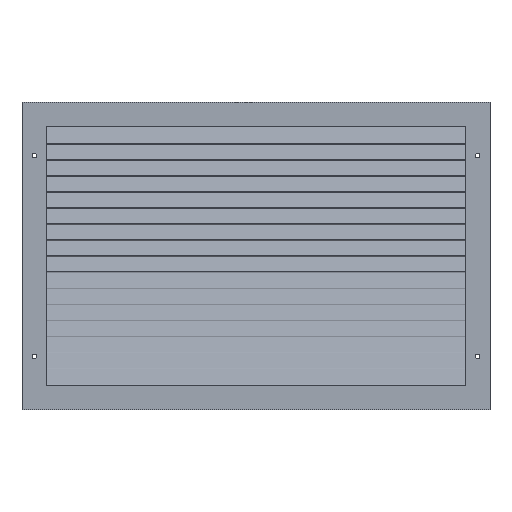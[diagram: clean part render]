
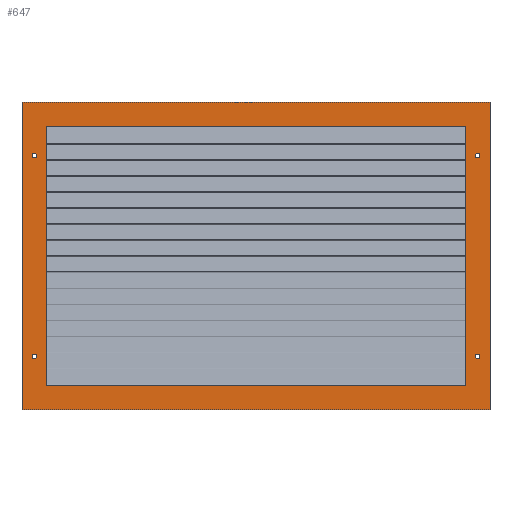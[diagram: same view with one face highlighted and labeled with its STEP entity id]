
A CAD part, top view. The second image highlights one B-rep face of the part: STEP entity #647.
In plain terms, the highlighted planar face has unit normal (0, 0, 1).
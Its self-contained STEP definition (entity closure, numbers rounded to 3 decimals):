
#68 = VECTOR ( 'NONE', #2376, 1000. ) ;
#87 = CARTESIAN_POINT ( 'NONE',  ( 437.5, 287.5, 2. ) ) ;
#88 = CARTESIAN_POINT ( 'NONE',  ( 414.5, -187.5, 2. ) ) ;
#94 = CARTESIAN_POINT ( 'NONE',  ( 437.5, -287.5, 2. ) ) ;
#133 = VERTEX_POINT ( 'NONE', #286 ) ;
#141 = VERTEX_POINT ( 'NONE', #1700 ) ;
#187 = ORIENTED_EDGE ( 'NONE', *, *, #239, .F. ) ;
#189 = VERTEX_POINT ( 'NONE', #2866 ) ;
#198 = EDGE_CURVE ( 'NONE', #141, #1741, #802, .T. ) ;
#215 = VERTEX_POINT ( 'NONE', #1217 ) ;
#221 = CARTESIAN_POINT ( 'NONE',  ( -437.5, -287.5, 2. ) ) ;
#231 = CARTESIAN_POINT ( 'NONE',  ( -392.5, 242.5, 2. ) ) ;
#239 = EDGE_CURVE ( 'NONE', #189, #2108, #977, .T. ) ;
#263 = DIRECTION ( 'NONE',  ( 0., 0., 1. ) ) ;
#279 = CIRCLE ( 'NONE', #3181, 4.2 ) ;
#286 = CARTESIAN_POINT ( 'NONE',  ( -418.7, 187.5, 2. ) ) ;
#319 = CARTESIAN_POINT ( 'NONE',  ( 392.5, -242.5, 2. ) ) ;
#347 = DIRECTION ( 'NONE',  ( 1., 0., 0. ) ) ;
#350 = DIRECTION ( 'NONE',  ( 1., 0., 0. ) ) ;
#451 = CARTESIAN_POINT ( 'NONE',  ( 392.5, 242.5, 2. ) ) ;
#452 = VECTOR ( 'NONE', #1028, 1000. ) ;
#458 = DIRECTION ( 'NONE',  ( 0., 0., 1. ) ) ;
#485 = EDGE_CURVE ( 'NONE', #1943, #3527, #2094, .T. ) ;
#525 = AXIS2_PLACEMENT_3D ( 'NONE', #88, #3393, #2582 ) ;
#574 = VECTOR ( 'NONE', #3352, 1000. ) ;
#582 = EDGE_LOOP ( 'NONE', ( #2648, #1159, #3092, #2332 ) ) ;
#632 = DIRECTION ( 'NONE',  ( 0., 0., 1. ) ) ;
#647 = ADVANCED_FACE ( 'NONE', ( #3332, #1872, #2483, #1713, #1758, #2612 ), #812, .T. ) ;
#664 = CARTESIAN_POINT ( 'NONE',  ( -414.5, 187.5, 2. ) ) ;
#675 = EDGE_CURVE ( 'NONE', #2096, #1664, #279, .T. ) ;
#676 = ORIENTED_EDGE ( 'NONE', *, *, #675, .F. ) ;
#679 = DIRECTION ( 'NONE',  ( -1., 0., 0. ) ) ;
#746 = EDGE_CURVE ( 'NONE', #3527, #1528, #2531, .T. ) ;
#748 = LINE ( 'NONE', #1622, #452 ) ;
#760 = VERTEX_POINT ( 'NONE', #2543 ) ;
#788 = CARTESIAN_POINT ( 'NONE',  ( -418.7, -187.5, 2. ) ) ;
#802 = CIRCLE ( 'NONE', #3010, 4.2 ) ;
#812 = PLANE ( 'NONE',  #1007 ) ;
#864 = ORIENTED_EDGE ( 'NONE', *, *, #746, .F. ) ;
#874 = VECTOR ( 'NONE', #1355, 1000. ) ;
#900 = DIRECTION ( 'NONE',  ( 0., 0., 1. ) ) ;
#948 = ORIENTED_EDGE ( 'NONE', *, *, #3080, .F. ) ;
#954 = EDGE_CURVE ( 'NONE', #1956, #760, #2526, .T. ) ;
#964 = CIRCLE ( 'NONE', #1615, 4.2 ) ;
#968 = CARTESIAN_POINT ( 'NONE',  ( 418.7, 187.5, 2. ) ) ;
#970 = CARTESIAN_POINT ( 'NONE',  ( 414.5, -187.5, 2. ) ) ;
#977 = CIRCLE ( 'NONE', #525, 4.2 ) ;
#1007 = AXIS2_PLACEMENT_3D ( 'NONE', #1341, #1081, #3275 ) ;
#1016 = ORIENTED_EDGE ( 'NONE', *, *, #2201, .F. ) ;
#1028 = DIRECTION ( 'NONE',  ( 0., -1., 0. ) ) ;
#1043 = CIRCLE ( 'NONE', #3152, 4.2 ) ;
#1058 = EDGE_LOOP ( 'NONE', ( #864, #3062, #1016, #948 ) ) ;
#1081 = DIRECTION ( 'NONE',  ( 0., 0., 1. ) ) ;
#1142 = ORIENTED_EDGE ( 'NONE', *, *, #1583, .F. ) ;
#1159 = ORIENTED_EDGE ( 'NONE', *, *, #954, .T. ) ;
#1187 = EDGE_CURVE ( 'NONE', #760, #215, #748, .T. ) ;
#1203 = AXIS2_PLACEMENT_3D ( 'NONE', #664, #900, #1550 ) ;
#1209 = CARTESIAN_POINT ( 'NONE',  ( 392.5, -242.5, 2. ) ) ;
#1217 = CARTESIAN_POINT ( 'NONE',  ( -437.5, -287.5, 2. ) ) ;
#1237 = EDGE_CURVE ( 'NONE', #1664, #2096, #1397, .T. ) ;
#1276 = DIRECTION ( 'NONE',  ( 1., 0., 0. ) ) ;
#1341 = CARTESIAN_POINT ( 'NONE',  ( 0., 0., 2. ) ) ;
#1355 = DIRECTION ( 'NONE',  ( 1., 0., 0. ) ) ;
#1369 = EDGE_CURVE ( 'NONE', #2243, #133, #964, .T. ) ;
#1375 = DIRECTION ( 'NONE',  ( 1., 0., 0. ) ) ;
#1397 = CIRCLE ( 'NONE', #2672, 4.2 ) ;
#1449 = LINE ( 'NONE', #451, #68 ) ;
#1456 = DIRECTION ( 'NONE',  ( 1., 0., 0. ) ) ;
#1473 = DIRECTION ( 'NONE',  ( 1., 0., 0. ) ) ;
#1486 = VECTOR ( 'NONE', #3295, 1000. ) ;
#1528 = VERTEX_POINT ( 'NONE', #1209 ) ;
#1550 = DIRECTION ( 'NONE',  ( 1., 0., 0. ) ) ;
#1583 = EDGE_CURVE ( 'NONE', #1741, #141, #3420, .T. ) ;
#1613 = CARTESIAN_POINT ( 'NONE',  ( -392.5, -242.5, 2. ) ) ;
#1615 = AXIS2_PLACEMENT_3D ( 'NONE', #2285, #632, #350 ) ;
#1622 = CARTESIAN_POINT ( 'NONE',  ( -437.5, 287.5, 2. ) ) ;
#1638 = ORIENTED_EDGE ( 'NONE', *, *, #2505, .F. ) ;
#1655 = EDGE_LOOP ( 'NONE', ( #676, #2502 ) ) ;
#1664 = VERTEX_POINT ( 'NONE', #2961 ) ;
#1700 = CARTESIAN_POINT ( 'NONE',  ( -410.3, -187.5, 2. ) ) ;
#1709 = CARTESIAN_POINT ( 'NONE',  ( -392.5, -242.5, 2. ) ) ;
#1713 = FACE_BOUND ( 'NONE', #3556, .T. ) ;
#1741 = VERTEX_POINT ( 'NONE', #788 ) ;
#1758 = FACE_OUTER_BOUND ( 'NONE', #582, .T. ) ;
#1771 = EDGE_CURVE ( 'NONE', #215, #2351, #3540, .T. ) ;
#1792 = VECTOR ( 'NONE', #1456, 1000. ) ;
#1857 = CARTESIAN_POINT ( 'NONE',  ( -414.5, -187.5, 2. ) ) ;
#1872 = FACE_BOUND ( 'NONE', #2227, .T. ) ;
#1885 = AXIS2_PLACEMENT_3D ( 'NONE', #1857, #458, #1276 ) ;
#1912 = VECTOR ( 'NONE', #3235, 1000. ) ;
#1927 = CARTESIAN_POINT ( 'NONE',  ( 414.5, 187.5, 2. ) ) ;
#1943 = VERTEX_POINT ( 'NONE', #3122 ) ;
#1948 = CIRCLE ( 'NONE', #1203, 4.2 ) ;
#1956 = VERTEX_POINT ( 'NONE', #87 ) ;
#2022 = CARTESIAN_POINT ( 'NONE',  ( -414.5, -187.5, 2. ) ) ;
#2051 = VECTOR ( 'NONE', #679, 1000. ) ;
#2061 = ORIENTED_EDGE ( 'NONE', *, *, #198, .F. ) ;
#2069 = EDGE_LOOP ( 'NONE', ( #2061, #1142 ) ) ;
#2094 = LINE ( 'NONE', #231, #1912 ) ;
#2096 = VERTEX_POINT ( 'NONE', #968 ) ;
#2101 = ORIENTED_EDGE ( 'NONE', *, *, #3078, .F. ) ;
#2108 = VERTEX_POINT ( 'NONE', #2883 ) ;
#2201 = EDGE_CURVE ( 'NONE', #2983, #1943, #1449, .T. ) ;
#2212 = LINE ( 'NONE', #2752, #1486 ) ;
#2227 = EDGE_LOOP ( 'NONE', ( #2101, #187 ) ) ;
#2243 = VERTEX_POINT ( 'NONE', #2766 ) ;
#2280 = DIRECTION ( 'NONE',  ( 0., 0., 1. ) ) ;
#2285 = CARTESIAN_POINT ( 'NONE',  ( -414.5, 187.5, 2. ) ) ;
#2332 = ORIENTED_EDGE ( 'NONE', *, *, #1771, .T. ) ;
#2333 = CARTESIAN_POINT ( 'NONE',  ( -437.5, 287.5, 2. ) ) ;
#2351 = VERTEX_POINT ( 'NONE', #94 ) ;
#2376 = DIRECTION ( 'NONE',  ( -1., 0., 0. ) ) ;
#2464 = CARTESIAN_POINT ( 'NONE',  ( 392.5, 242.5, 2. ) ) ;
#2483 = FACE_BOUND ( 'NONE', #2069, .T. ) ;
#2502 = ORIENTED_EDGE ( 'NONE', *, *, #1237, .F. ) ;
#2505 = EDGE_CURVE ( 'NONE', #133, #2243, #1948, .T. ) ;
#2526 = LINE ( 'NONE', #2333, #2051 ) ;
#2531 = LINE ( 'NONE', #1709, #1792 ) ;
#2543 = CARTESIAN_POINT ( 'NONE',  ( -437.5, 287.5, 2. ) ) ;
#2582 = DIRECTION ( 'NONE',  ( 1., 0., 0. ) ) ;
#2612 = FACE_BOUND ( 'NONE', #1058, .T. ) ;
#2648 = ORIENTED_EDGE ( 'NONE', *, *, #2923, .T. ) ;
#2672 = AXIS2_PLACEMENT_3D ( 'NONE', #3322, #3570, #2742 ) ;
#2742 = DIRECTION ( 'NONE',  ( 1., 0., 0. ) ) ;
#2752 = CARTESIAN_POINT ( 'NONE',  ( 437.5, 287.5, 2. ) ) ;
#2766 = CARTESIAN_POINT ( 'NONE',  ( -410.3, 187.5, 2. ) ) ;
#2866 = CARTESIAN_POINT ( 'NONE',  ( 410.3, -187.5, 2. ) ) ;
#2883 = CARTESIAN_POINT ( 'NONE',  ( 418.7, -187.5, 2. ) ) ;
#2923 = EDGE_CURVE ( 'NONE', #2351, #1956, #2212, .T. ) ;
#2961 = CARTESIAN_POINT ( 'NONE',  ( 410.3, 187.5, 2. ) ) ;
#2983 = VERTEX_POINT ( 'NONE', #2464 ) ;
#2990 = LINE ( 'NONE', #319, #574 ) ;
#3010 = AXIS2_PLACEMENT_3D ( 'NONE', #2022, #2280, #347 ) ;
#3062 = ORIENTED_EDGE ( 'NONE', *, *, #485, .F. ) ;
#3078 = EDGE_CURVE ( 'NONE', #2108, #189, #1043, .T. ) ;
#3080 = EDGE_CURVE ( 'NONE', #1528, #2983, #2990, .T. ) ;
#3092 = ORIENTED_EDGE ( 'NONE', *, *, #1187, .T. ) ;
#3108 = DIRECTION ( 'NONE',  ( 0., 0., 1. ) ) ;
#3122 = CARTESIAN_POINT ( 'NONE',  ( -392.5, 242.5, 2. ) ) ;
#3152 = AXIS2_PLACEMENT_3D ( 'NONE', #970, #3108, #1473 ) ;
#3181 = AXIS2_PLACEMENT_3D ( 'NONE', #1927, #263, #1375 ) ;
#3235 = DIRECTION ( 'NONE',  ( 0., -1., 0. ) ) ;
#3237 = ORIENTED_EDGE ( 'NONE', *, *, #1369, .F. ) ;
#3275 = DIRECTION ( 'NONE',  ( 1., 0., 0. ) ) ;
#3295 = DIRECTION ( 'NONE',  ( 0., 1., 0. ) ) ;
#3322 = CARTESIAN_POINT ( 'NONE',  ( 414.5, 187.5, 2. ) ) ;
#3332 = FACE_BOUND ( 'NONE', #1655, .T. ) ;
#3352 = DIRECTION ( 'NONE',  ( 0., 1., 0. ) ) ;
#3393 = DIRECTION ( 'NONE',  ( 0., 0., 1. ) ) ;
#3420 = CIRCLE ( 'NONE', #1885, 4.2 ) ;
#3527 = VERTEX_POINT ( 'NONE', #1613 ) ;
#3540 = LINE ( 'NONE', #221, #874 ) ;
#3556 = EDGE_LOOP ( 'NONE', ( #3237, #1638 ) ) ;
#3570 = DIRECTION ( 'NONE',  ( 0., 0., 1. ) ) ;
